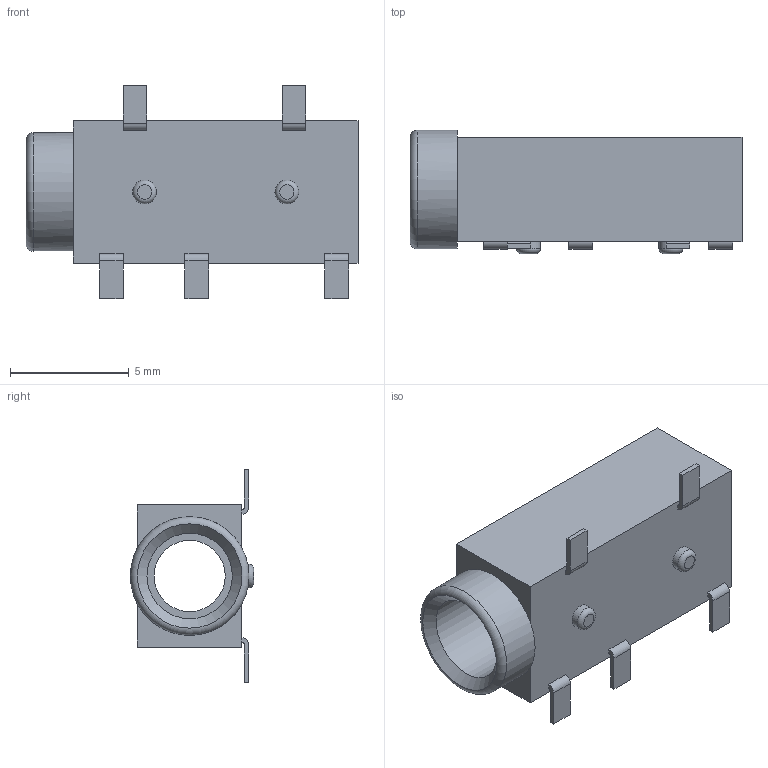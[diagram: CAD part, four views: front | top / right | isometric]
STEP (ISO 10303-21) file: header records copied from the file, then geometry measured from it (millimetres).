
FILE_DESCRIPTION (( 'STEP AP214' ), '1' );
FILE_NAME ('10038075-A1PLF.STEP', '2022-04-24T07:37:21', ( '' ), ( '' ), 'SwSTEP 2.0', 'SolidWorks 2017', '' );
FILE_SCHEMA (( 'AUTOMOTIVE_DESIGN' ));
Length unit declared in the file: millimetre
Products named in the file (1): 10038075-A1PLF
Bounding box: 14 x 5.2 x 9 mm (x, y, z)
Volume: 227.4 mm3; surface area: 495.4 mm2
Topology: 6 solids, 6 shells, 61 faces, 135 edges, 88 vertices
Faces by surface type: plane 42, cylinder 15, torus 3, cone 1
Full cylindrical faces by diameter (mm): 1 x2, 3 x1, 3.6 x1, 5 x1
Entity records: 1679 total; most frequent: DIRECTION 282, CARTESIAN_POINT 268, ORIENTED_EDGE 244, EDGE_CURVE 122, AXIS2_PLACEMENT_3D 98, VECTOR 86, LINE 86, VERTEX_POINT 84
